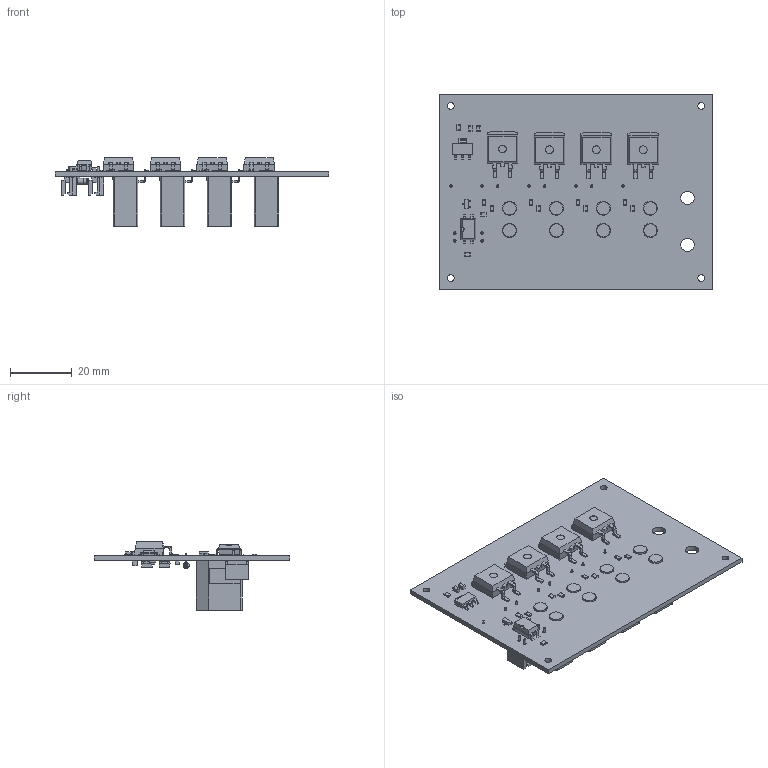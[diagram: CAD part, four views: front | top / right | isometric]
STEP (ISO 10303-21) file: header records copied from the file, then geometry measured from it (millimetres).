
FILE_DESCRIPTION(('KiCad electronic assembly'),'2;1');
FILE_NAME('battery.step','2019-07-08T20:10:37',('An Author'),( 'A Company'),'Open CASCADE STEP processor 6.9', 'KiCad to STEP converter','Unknown');
FILE_SCHEMA(('AUTOMOTIVE_DESIGN { 1 0 10303 214 1 1 1 1 }'));
Length unit declared in the file: millimetre
Products named in the file (26): Open CASCADE STEP translator 6.9 1; xt-60_pcb_f; COMPOUND; R_0805_2012Metric; SOLID; C_0805_2012Metric; LED_0805_2012Metric; spox_2pin_socket_pcb; SOT-223; SMDIP-4_W9.53mm; D_SMB; C_1206_3216Metric; D_DO-35_SOD27_P10.16mm_Horizontal; SOT-23; TO-263-2
Assembly tree (60 placements, depth 3):
  Open CASCADE STEP translator 6.9 1
    xt-60_pcb_f  x4
      COMPOUND
    R_0805_2012Metric  x11
      SOLID
    C_0805_2012Metric  x6
      SOLID
    LED_0805_2012Metric
      SOLID
    spox_2pin_socket_pcb  x2
      SOLID
    SOT-223
      SOLID
    SMDIP-4_W9.53mm
      SOLID
    D_SMB  x8
      SOLID
    C_1206_3216Metric  x4
      SOLID
    D_DO-35_SOD27_P10.16mm_Horizontal  x4
      SOLID
    SOT-23
      SOLID
    TO-263-2  x4
      SOLID
    COMPOUND
Bounding box: 88.9 x 63.5 x 22.12 mm (x, y, z)
Volume: 19690 mm3; surface area: 28448.2 mm2
Topology: 64 solids, 80 shells, 2112 faces, 5259 edges, 3432 vertices
Faces by surface type: plane 1466, cylinder 467, bspline 151, torus 28
Full cylindrical faces by diameter (mm): 0.5 x16, 0.7 x8, 0.8 x8, 0.85 x4, 2 x8, 2.02 x4, 2.2 x4, 2.5 x4, 3 x28, 4.3 x18, 4.6 x8
Entity records: 49783 total; most frequent: CARTESIAN_POINT 10188, DIRECTION 6482, LINE 4209, VECTOR 4209, ORIENTED_EDGE 3484, PCURVE 3484, DEFINITIONAL_REPRESENTATION 3484, EDGE_CURVE 1742
